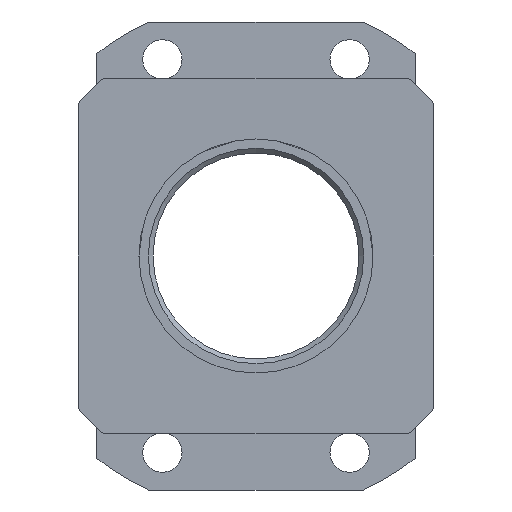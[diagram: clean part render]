
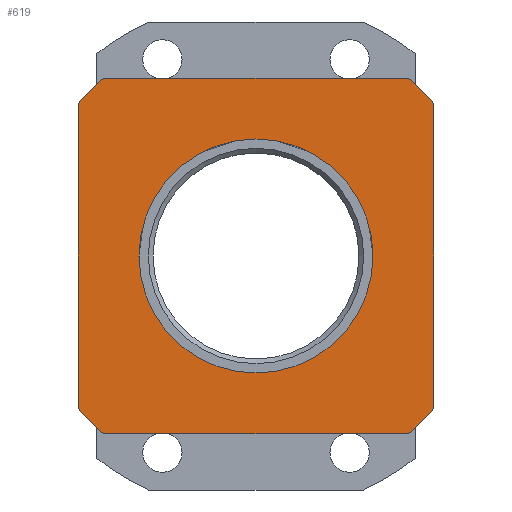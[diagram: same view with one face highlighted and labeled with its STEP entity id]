
A CAD part, left-side view. The second image highlights one B-rep face of the part: STEP entity #619.
In plain terms, the highlighted planar face has unit normal (-1, 0, 0).
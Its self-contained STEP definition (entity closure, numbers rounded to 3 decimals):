
#31=LINE($,#1277,#63);
#35=LINE($,#1286,#67);
#39=LINE($,#1295,#71);
#43=LINE($,#1304,#75);
#63=VECTOR($,#815,32.496);
#67=VECTOR($,#821,32.496);
#71=VECTOR($,#827,32.496);
#75=VECTOR($,#833,32.496);
#96=PLANE($,#688);
#140=FACE_BOUND($,#243,.T.);
#141=FACE_BOUND($,#244,.T.);
#243=EDGE_LOOP($,(#535));
#244=EDGE_LOOP($,(#536,#537,#538,#539,#540,#541,#542,#543));
#290=CIRCLE($,#680,25.);
#292=CIRCLE($,#683,25.);
#295=CIRCLE($,#687,25.);
#296=CIRCLE($,#689,12.5);
#297=CIRCLE($,#690,25.);
#344=VERTEX_POINT($,#1274);
#345=VERTEX_POINT($,#1276);
#348=VERTEX_POINT($,#1283);
#349=VERTEX_POINT($,#1285);
#352=VERTEX_POINT($,#1292);
#353=VERTEX_POINT($,#1294);
#356=VERTEX_POINT($,#1301);
#357=VERTEX_POINT($,#1303);
#358=VERTEX_POINT($,#1316);
#410=EDGE_CURVE($,#345,#344,#31,.T.);
#414=EDGE_CURVE($,#349,#348,#35,.T.);
#418=EDGE_CURVE($,#353,#352,#39,.T.);
#422=EDGE_CURVE($,#357,#356,#43,.T.);
#424=EDGE_CURVE($,#352,#349,#290,.T.);
#426=EDGE_CURVE($,#356,#353,#292,.T.);
#429=EDGE_CURVE($,#344,#357,#295,.T.);
#430=EDGE_CURVE($,#358,#358,#296,.T.);
#431=EDGE_CURVE($,#348,#345,#297,.T.);
#535=ORIENTED_EDGE($,*,*,#430,.T.);
#536=ORIENTED_EDGE($,*,*,#410,.T.);
#537=ORIENTED_EDGE($,*,*,#429,.T.);
#538=ORIENTED_EDGE($,*,*,#422,.T.);
#539=ORIENTED_EDGE($,*,*,#426,.T.);
#540=ORIENTED_EDGE($,*,*,#418,.T.);
#541=ORIENTED_EDGE($,*,*,#424,.T.);
#542=ORIENTED_EDGE($,*,*,#414,.T.);
#543=ORIENTED_EDGE($,*,*,#431,.T.);
#619=ADVANCED_FACE($,(#140,#141),#96,.T.);
#680=AXIS2_PLACEMENT_3D($,#1307,#837,#838);
#683=AXIS2_PLACEMENT_3D($,#1310,#843,#844);
#687=AXIS2_PLACEMENT_3D($,#1314,#851,#852);
#688=AXIS2_PLACEMENT_3D($,#1315,#853,#854);
#689=AXIS2_PLACEMENT_3D($,#1317,#855,#856);
#690=AXIS2_PLACEMENT_3D($,#1318,#857,#858);
#815=DIRECTION($,(0.,-1.,0.));
#821=DIRECTION($,(0.,0.,-1.));
#827=DIRECTION($,(0.,1.,0.));
#833=DIRECTION($,(0.,0.,1.));
#837=DIRECTION('center_axis',(-1.,0.,0.));
#838=DIRECTION('ref_axis',(0.,1.,0.));
#843=DIRECTION('center_axis',(-1.,0.,0.));
#844=DIRECTION('ref_axis',(0.,1.,0.));
#851=DIRECTION('center_axis',(-1.,0.,0.));
#852=DIRECTION('ref_axis',(0.,1.,0.));
#853=DIRECTION('center_axis',(-1.,0.,0.));
#854=DIRECTION('ref_axis',(0.,0.,1.));
#855=DIRECTION('center_axis',(1.,0.,0.));
#856=DIRECTION('ref_axis',(0.,0.,-1.));
#857=DIRECTION('center_axis',(-1.,0.,0.));
#858=DIRECTION('ref_axis',(0.,1.,0.));
#1274=CARTESIAN_POINT('',(-56.137,-16.248,-19.));
#1276=CARTESIAN_POINT('',(-56.137,16.248,-19.));
#1277=CARTESIAN_POINT($,(-56.137,1.251,-19.));
#1283=CARTESIAN_POINT('',(-56.137,19.,-16.248));
#1285=CARTESIAN_POINT('',(-56.137,19.,16.248));
#1286=CARTESIAN_POINT($,(-56.137,19.,-8.124));
#1292=CARTESIAN_POINT('',(-56.137,16.248,19.));
#1294=CARTESIAN_POINT('',(-56.137,-16.248,19.));
#1295=CARTESIAN_POINT($,(-56.137,17.499,19.));
#1301=CARTESIAN_POINT('',(-56.137,-19.,16.248));
#1303=CARTESIAN_POINT('',(-56.137,-19.,-16.248));
#1304=CARTESIAN_POINT($,(-56.137,-19.,8.124));
#1307=CARTESIAN_POINT('Origin',(-56.137,0.,0.));
#1310=CARTESIAN_POINT('Origin',(-56.137,0.,0.));
#1314=CARTESIAN_POINT('Origin',(-56.137,0.,0.));
#1315=CARTESIAN_POINT('Origin',(-56.137,18.75,0.));
#1316=CARTESIAN_POINT('',(-56.137,0.,12.5));
#1317=CARTESIAN_POINT('Origin',(-56.137,0.,0.));
#1318=CARTESIAN_POINT('Origin',(-56.137,0.,0.));
